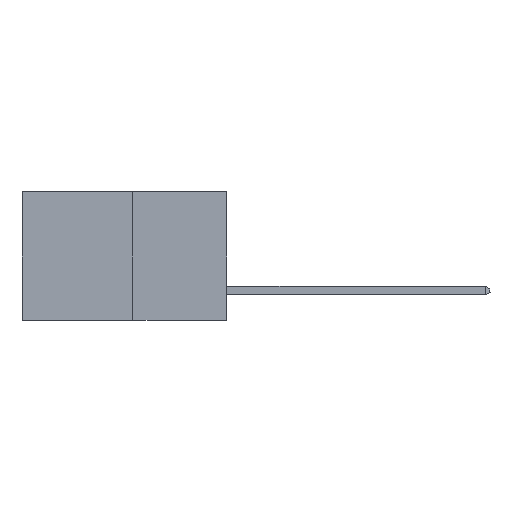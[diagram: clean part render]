
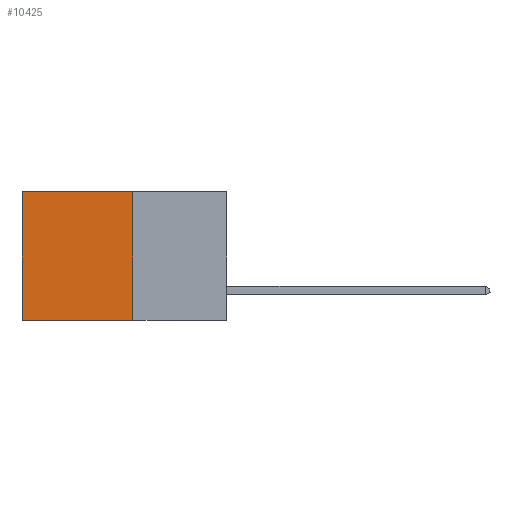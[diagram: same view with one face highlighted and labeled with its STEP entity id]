
A CAD part, left-side view. The second image highlights one B-rep face of the part: STEP entity #10425.
In plain terms, the highlighted planar face has unit normal (-1, 0, 0).
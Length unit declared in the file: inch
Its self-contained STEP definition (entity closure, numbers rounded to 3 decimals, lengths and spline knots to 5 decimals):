
#41 = CARTESIAN_POINT ( 'NONE',  ( 0.277, 0.59, 0. ) ) ;
#452 = CARTESIAN_POINT ( 'NONE',  ( 0.277, 0.27, -0.37 ) ) ;
#511 = VERTEX_POINT ( 'NONE', #41 ) ;
#2222 = EDGE_CURVE ( 'NONE', #22033, #511, #18622, .T. ) ;
#2247 = LINE ( 'NONE', #20068, #21739 ) ;
#2290 = CARTESIAN_POINT ( 'NONE',  ( 0.277, 0.27, 0. ) ) ;
#3250 = EDGE_CURVE ( 'NONE', #11634, #15801, #5322, .T. ) ;
#3887 = EDGE_CURVE ( 'NONE', #511, #15801, #2247, .T. ) ;
#4609 = DIRECTION ( 'NONE',  ( 0., 1., 0. ) ) ;
#5043 = AXIS2_PLACEMENT_3D ( 'NONE', #18666, #7368, #20593 ) ;
#5322 = LINE ( 'NONE', #23349, #14773 ) ;
#5779 = ORIENTED_EDGE ( 'NONE', *, *, #3887, .T. ) ;
#6043 = ORIENTED_EDGE ( 'NONE', *, *, #3250, .F. ) ;
#7368 = DIRECTION ( 'NONE',  ( 1., 0., 0. ) ) ;
#8210 = DIRECTION ( 'NONE',  ( 0., 0., -1. ) ) ;
#8356 = EDGE_LOOP ( 'NONE', ( #5779, #6043, #11658, #13312 ) ) ;
#9645 = LINE ( 'NONE', #10153, #13452 ) ;
#10153 = CARTESIAN_POINT ( 'NONE',  ( 0.277, 0.27, -0.37 ) ) ;
#10425 = ADVANCED_FACE ( 'NONE', ( #11442 ), #24270, .F. ) ;
#11442 = FACE_OUTER_BOUND ( 'NONE', #8356, .T. ) ;
#11634 = VERTEX_POINT ( 'NONE', #452 ) ;
#11658 = ORIENTED_EDGE ( 'NONE', *, *, #19099, .F. ) ;
#13312 = ORIENTED_EDGE ( 'NONE', *, *, #2222, .T. ) ;
#13452 = VECTOR ( 'NONE', #8210, 39.37008 ) ;
#13584 = VECTOR ( 'NONE', #4609, 39.37008 ) ;
#14656 = DIRECTION ( 'NONE',  ( 0., 0., -1. ) ) ;
#14750 = CARTESIAN_POINT ( 'NONE',  ( 0.277, 0.59, -0.37 ) ) ;
#14773 = VECTOR ( 'NONE', #22222, 39.37008 ) ;
#15801 = VERTEX_POINT ( 'NONE', #14750 ) ;
#16167 = CARTESIAN_POINT ( 'NONE',  ( 0.277, 0.27, 0. ) ) ;
#18622 = LINE ( 'NONE', #16167, #13584 ) ;
#18666 = CARTESIAN_POINT ( 'NONE',  ( 0.277, 0.27, -0.37 ) ) ;
#19099 = EDGE_CURVE ( 'NONE', #22033, #11634, #9645, .T. ) ;
#20068 = CARTESIAN_POINT ( 'NONE',  ( 0.277, 0.59, -0.37 ) ) ;
#20593 = DIRECTION ( 'NONE',  ( 0., 0., -1. ) ) ;
#21739 = VECTOR ( 'NONE', #14656, 39.37008 ) ;
#22033 = VERTEX_POINT ( 'NONE', #2290 ) ;
#22222 = DIRECTION ( 'NONE',  ( 0., 1., 0. ) ) ;
#23349 = CARTESIAN_POINT ( 'NONE',  ( 0.277, 0.27, -0.37 ) ) ;
#24270 = PLANE ( 'NONE',  #5043 ) ;
